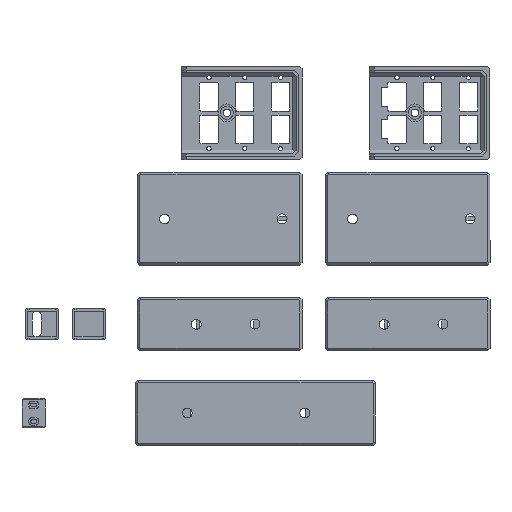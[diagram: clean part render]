
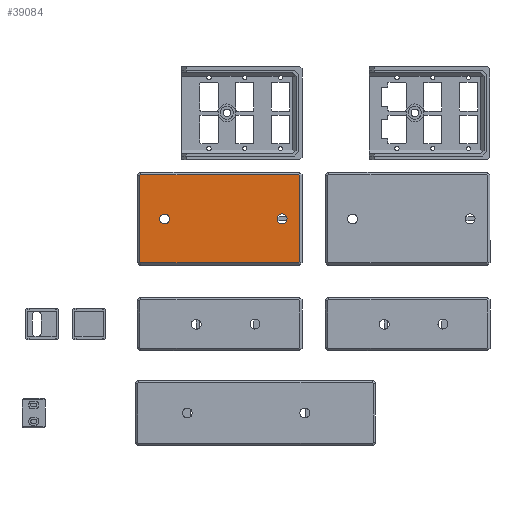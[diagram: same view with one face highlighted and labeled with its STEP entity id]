
A CAD part, front view. The second image highlights one B-rep face of the part: STEP entity #39084.
In plain terms, the highlighted planar face has unit normal (0, -1, 0).
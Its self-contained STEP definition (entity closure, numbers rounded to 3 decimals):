
#702=FACE_BOUND('',#5862,.T.);
#703=FACE_BOUND('',#5863,.T.);
#1699=CIRCLE('',#41947,2.1);
#1700=CIRCLE('',#41961,2.1);
#3585=FACE_OUTER_BOUND('',#5861,.T.);
#5861=EDGE_LOOP('',(#34176,#34177,#34178,#34179,#34180,#34181,#34182,#34183));
#5862=EDGE_LOOP('',(#34184));
#5863=EDGE_LOOP('',(#34185));
#10129=LINE('',#64128,#14699);
#10133=LINE('',#64136,#14703);
#10136=LINE('',#64142,#14706);
#10140=LINE('',#64150,#14710);
#10143=LINE('',#64156,#14713);
#10146=LINE('',#64162,#14716);
#10149=LINE('',#64168,#14719);
#10152=LINE('',#64172,#14722);
#14699=VECTOR('',#51185,10.);
#14703=VECTOR('',#51191,10.);
#14706=VECTOR('',#51196,10.);
#14710=VECTOR('',#51202,10.);
#14713=VECTOR('',#51207,10.);
#14716=VECTOR('',#51212,10.);
#14719=VECTOR('',#51217,10.);
#14722=VECTOR('',#51222,10.);
#18470=VERTEX_POINT('',#64122);
#18471=VERTEX_POINT('',#64126);
#18472=VERTEX_POINT('',#64127);
#18475=VERTEX_POINT('',#64135);
#18477=VERTEX_POINT('',#64141);
#18480=VERTEX_POINT('',#64149);
#18482=VERTEX_POINT('',#64155);
#18484=VERTEX_POINT('',#64161);
#18486=VERTEX_POINT('',#64167);
#18494=VERTEX_POINT('',#64198);
#23772=EDGE_CURVE('',#18470,#18470,#1699,.F.);
#23773=EDGE_CURVE('',#18471,#18472,#10129,.T.);
#23777=EDGE_CURVE('',#18472,#18475,#10133,.T.);
#23780=EDGE_CURVE('',#18475,#18477,#10136,.T.);
#23784=EDGE_CURVE('',#18477,#18480,#10140,.T.);
#23787=EDGE_CURVE('',#18480,#18482,#10143,.T.);
#23790=EDGE_CURVE('',#18482,#18484,#10146,.T.);
#23793=EDGE_CURVE('',#18484,#18486,#10149,.T.);
#23796=EDGE_CURVE('',#18486,#18471,#10152,.T.);
#23810=EDGE_CURVE('',#18494,#18494,#1700,.F.);
#34176=ORIENTED_EDGE('',*,*,#23773,.F.);
#34177=ORIENTED_EDGE('',*,*,#23796,.F.);
#34178=ORIENTED_EDGE('',*,*,#23793,.F.);
#34179=ORIENTED_EDGE('',*,*,#23790,.F.);
#34180=ORIENTED_EDGE('',*,*,#23787,.F.);
#34181=ORIENTED_EDGE('',*,*,#23784,.F.);
#34182=ORIENTED_EDGE('',*,*,#23780,.F.);
#34183=ORIENTED_EDGE('',*,*,#23777,.F.);
#34184=ORIENTED_EDGE('',*,*,#23810,.T.);
#34185=ORIENTED_EDGE('',*,*,#23772,.T.);
#37074=PLANE('',#41960);
#39084=ADVANCED_FACE('',(#3585,#702,#703),#37074,.F.);
#41947=AXIS2_PLACEMENT_3D('',#64124,#51181,#51182);
#41960=AXIS2_PLACEMENT_3D('',#64197,#51244,#51245);
#41961=AXIS2_PLACEMENT_3D('',#64199,#51246,#51247);
#51181=DIRECTION('center_axis',(0.,-1.,0.));
#51182=DIRECTION('ref_axis',(-1.,0.,0.));
#51185=DIRECTION('',(1.,0.,0.));
#51191=DIRECTION('',(0.707,0.,-0.707));
#51196=DIRECTION('',(0.,0.,-1.));
#51202=DIRECTION('',(-0.707,0.,-0.707));
#51207=DIRECTION('',(-1.,0.,0.));
#51212=DIRECTION('',(-0.707,0.,0.707));
#51217=DIRECTION('',(0.,0.,1.));
#51222=DIRECTION('',(0.707,0.,0.707));
#51244=DIRECTION('center_axis',(0.,1.,0.));
#51245=DIRECTION('ref_axis',(1.,0.,0.));
#51246=DIRECTION('center_axis',(0.,-1.,0.));
#51247=DIRECTION('ref_axis',(-1.,0.,0.));
#64122=CARTESIAN_POINT('',(-12.469,-7.5,7.038));
#64124=CARTESIAN_POINT('Origin',(-14.569,-7.5,7.038));
#64126=CARTESIAN_POINT('',(-24.716,-7.5,25.88));
#64127=CARTESIAN_POINT('',(42.496,-7.5,25.88));
#64128=CARTESIAN_POINT('',(13.065,-7.5,25.88));
#64135=CARTESIAN_POINT('',(42.91,-7.5,25.466));
#64136=CARTESIAN_POINT('',(36.67,-7.5,31.705));
#64141=CARTESIAN_POINT('',(42.91,-7.5,-11.266));
#64142=CARTESIAN_POINT('',(42.91,-7.5,-2.79));
#64149=CARTESIAN_POINT('',(42.496,-7.5,-11.68));
#64150=CARTESIAN_POINT('',(36.67,-7.5,-17.505));
#64155=CARTESIAN_POINT('',(-24.716,-7.5,-11.68));
#64156=CARTESIAN_POINT('',(2.,-7.5,-11.68));
#64161=CARTESIAN_POINT('',(-25.13,-7.5,-11.266));
#64162=CARTESIAN_POINT('',(-23.335,-7.5,-13.06));
#64167=CARTESIAN_POINT('',(-25.13,-7.5,25.466));
#64168=CARTESIAN_POINT('',(-25.13,-7.5,16.99));
#64172=CARTESIAN_POINT('',(-23.335,-7.5,27.26));
#64197=CARTESIAN_POINT('Origin',(0.,-7.5,7.1));
#64198=CARTESIAN_POINT('',(37.531,-7.5,7.1));
#64199=CARTESIAN_POINT('Origin',(35.431,-7.5,7.1));
